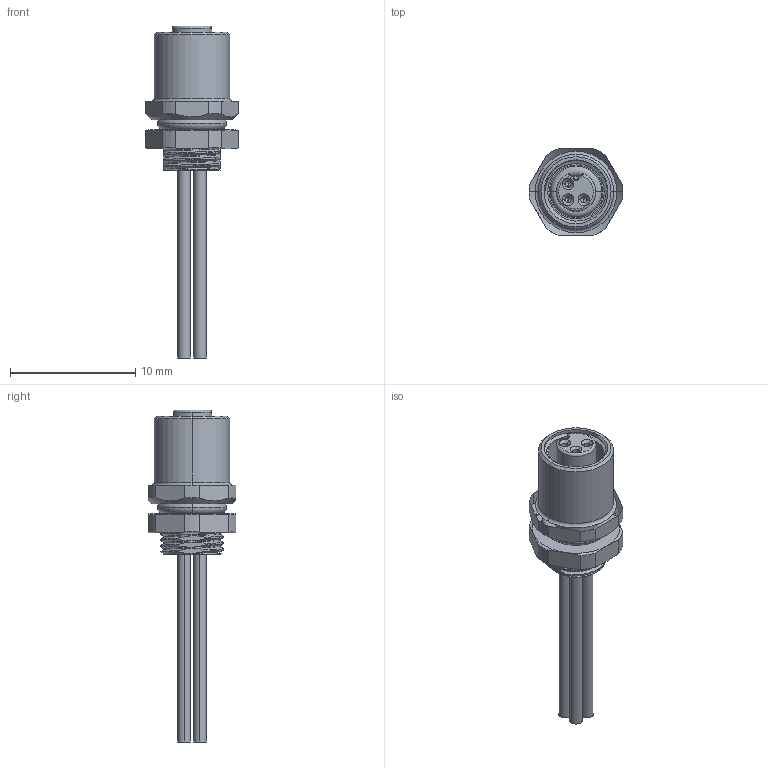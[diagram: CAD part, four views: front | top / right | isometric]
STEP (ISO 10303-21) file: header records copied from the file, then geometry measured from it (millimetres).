
FILE_DESCRIPTION((''),'2;1');
FILE_NAME('HOUSING-FEMALE-4P-000A11509_3','2025-08-24T',('gongcheng16'),(''),'PRO/ENGINEER BY PARAMETRIC TECHNOLOGY CORPORATION, 2010280','PRO/ENGINEER BY PARAMETRIC TECHNOLOGY CORPORATION, 2010280','');
FILE_SCHEMA(('CONFIG_CONTROL_DESIGN'));
Length unit declared in the file: millimetre
Products named in the file (1): HOUSING-FEMALE-4P-000A11509_3
Bounding box: 7.5 x 7 x 26.5 mm (x, y, z)
Volume: 52.3 mm3; surface area: 5272.8 mm2
Topology: 1 solids, 95 shells, 1286 faces, 3575 edges, 2368 vertices
Faces by surface type: cylinder 430, plane 392, cone 208, bspline 184, torus 72
Entity records: 74011 total; most frequent: CARTESIAN_POINT 44546, ORIENTED_EDGE 6057, DIRECTION 5339, EDGE_CURVE 3563, VERTEX_POINT 2368, AXIS2_PLACEMENT_3D 2153, B_SPLINE_CURVE_WITH_KNOTS 1480, EDGE_LOOP 1347
